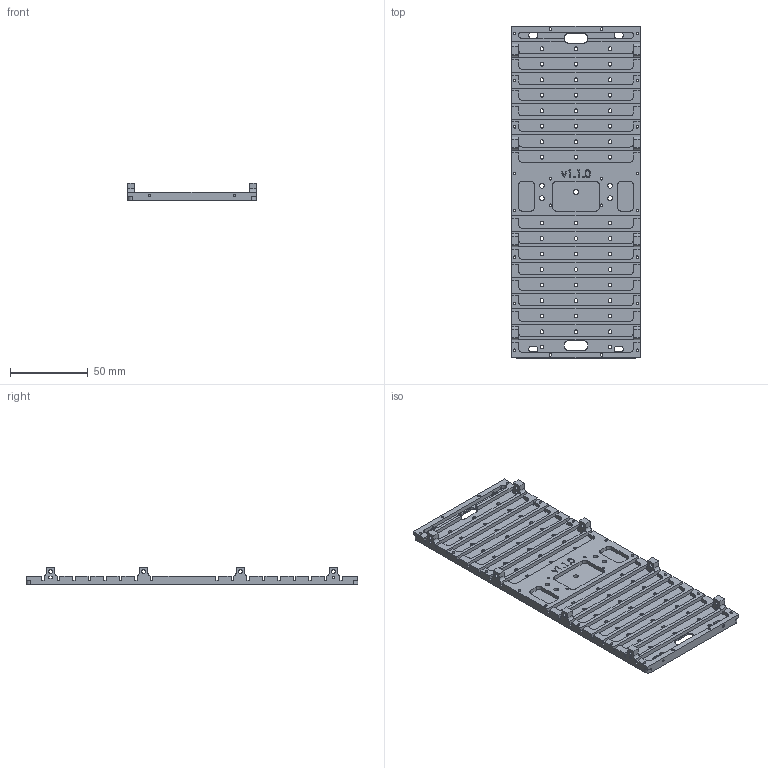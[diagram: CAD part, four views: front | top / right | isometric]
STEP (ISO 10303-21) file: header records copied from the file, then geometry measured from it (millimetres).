
FILE_DESCRIPTION (( 'STEP AP203' ), '1' );
FILE_NAME ('Y_Frame.STEP', '2019-09-04T00:07:41', ( '' ), ( '' ), 'SwSTEP 2.0', 'SolidWorks 2018', '' );
FILE_SCHEMA (( 'CONFIG_CONTROL_DESIGN' ));
Length unit declared in the file: millimetre
Products named in the file (1): Y_Frame
Bounding box: 83 x 214 x 11.5 mm (x, y, z)
Volume: 44195.2 mm3; surface area: 52869.9 mm2
Topology: 1 solids, 1 shells, 734 faces, 2119 edges, 1405 vertices
Faces by surface type: cylinder 369, plane 338, bspline 17, cone 10
Entity records: 26435 total; most frequent: CARTESIAN_POINT 6063, DIRECTION 4254, ORIENTED_EDGE 4238, EDGE_CURVE 2119, AXIS2_PLACEMENT_3D 1474, VERTEX_POINT 1405, LINE 1306, VECTOR 1306
